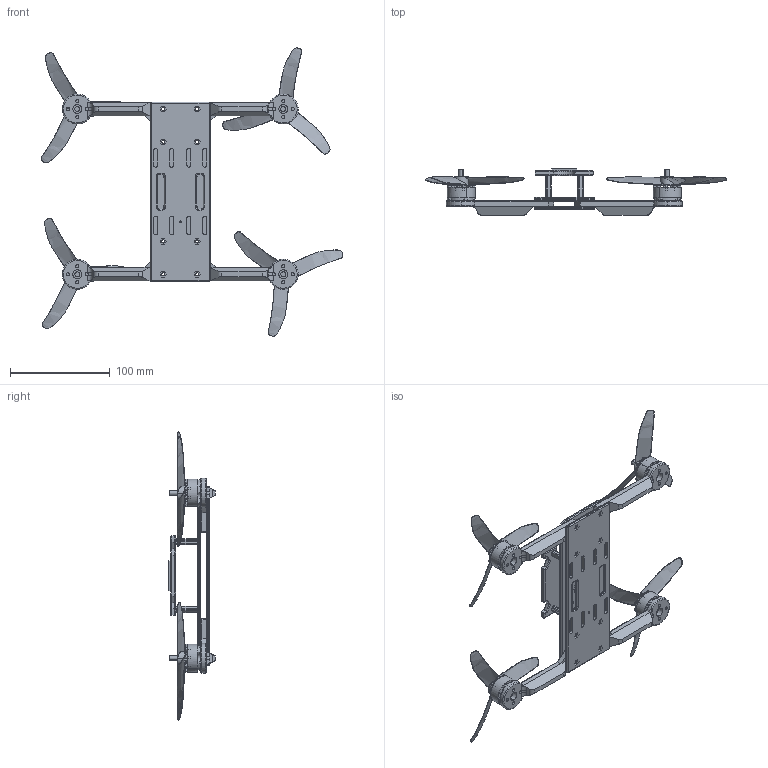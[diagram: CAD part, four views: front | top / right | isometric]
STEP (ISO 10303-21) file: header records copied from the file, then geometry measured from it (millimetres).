
FILE_DESCRIPTION (( 'STEP AP214' ), '1' );
FILE_NAME ('drone.STEP', '2023-05-15T15:49:53', ( '' ), ( '' ), 'SwSTEP 2.0', 'SolidWorks 2021', '' );
FILE_SCHEMA (( 'AUTOMOTIVE_DESIGN' ));
Length unit declared in the file: millimetre
Products named in the file (9): Arm 2; standoff; base plate; drone; Emax Rs2205 v1; hood; top plate; Arm; prop
Assembly tree (19 placements, depth 2):
  drone
    base plate
    Arm  x2
    top plate
    Arm 2  x2
    standoff  x4
    hood
    Emax Rs2205 v1  x4
    prop  x4
Bounding box: 302.7 x 47 x 289.58 mm (x, y, z)
Volume: 178622.1 mm3; surface area: 133464.6 mm2
Topology: 23 solids, 25 shells, 2660 faces, 7148 edges, 4456 vertices
Faces by surface type: cylinder 1009, plane 981, bspline 576, torus 78, sphere 8, cone 8
Entity records: 41870 total; most frequent: CARTESIAN_POINT 12741, ORIENTED_EDGE 6118, DIRECTION 5740, EDGE_CURVE 3059, AXIS2_PLACEMENT_3D 1952, VERTEX_POINT 1944, LINE 1836, VECTOR 1836
